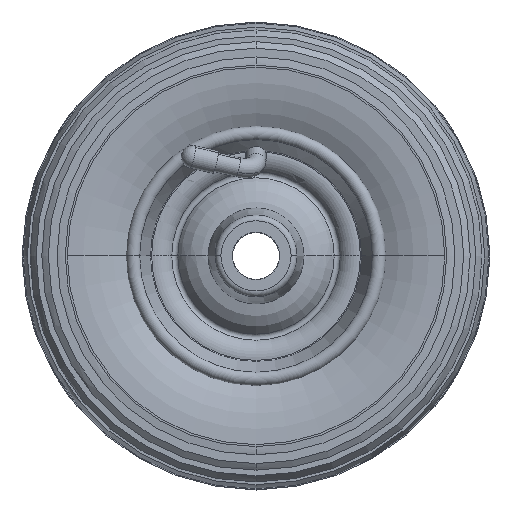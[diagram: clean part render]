
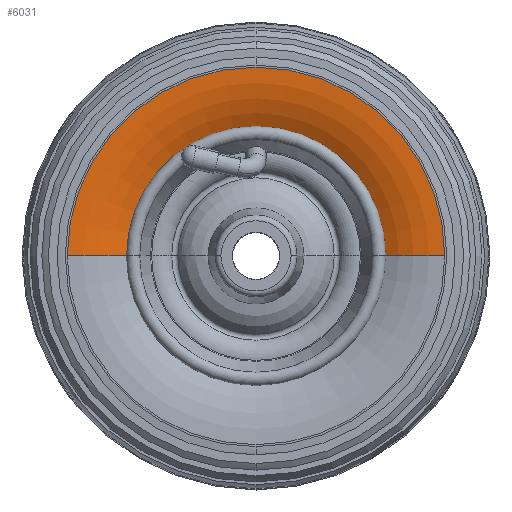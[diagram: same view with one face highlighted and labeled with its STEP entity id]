
A CAD part, top view. The second image highlights one B-rep face of the part: STEP entity #6031.
In plain terms, the highlighted toroidal (fillet/blend) face has major radius 80.671 mm and minor radius 50 mm.
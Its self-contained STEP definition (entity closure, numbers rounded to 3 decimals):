
#35 = CARTESIAN_POINT ( 'NONE',  ( 55., 0., 17.907 ) ) ;
#198 = VERTEX_POINT ( 'NONE', #4563 ) ;
#225 = DIRECTION ( 'NONE',  ( 0., -1., 0. ) ) ;
#297 = DIRECTION ( 'NONE',  ( -1., 0., 0. ) ) ;
#1018 = EDGE_CURVE ( 'NONE', #2819, #2300, #2314, .T. ) ;
#1140 = CARTESIAN_POINT ( 'NONE',  ( 80.671, 0., 25. ) ) ;
#1635 = ORIENTED_EDGE ( 'NONE', *, *, #2084, .T. ) ;
#1888 = CARTESIAN_POINT ( 'NONE',  ( 80.671, 0., -25. ) ) ;
#1981 = ORIENTED_EDGE ( 'NONE', *, *, #1018, .F. ) ;
#2084 = EDGE_CURVE ( 'NONE', #4133, #2300, #3880, .T. ) ;
#2119 = AXIS2_PLACEMENT_3D ( 'NONE', #5167, #5206, #2372 ) ;
#2300 = VERTEX_POINT ( 'NONE', #1140 ) ;
#2314 = CIRCLE ( 'NONE', #3822, 80.671 ) ;
#2372 = DIRECTION ( 'NONE',  ( -1., 0., 0. ) ) ;
#2534 = EDGE_CURVE ( 'NONE', #198, #4133, #3423, .T. ) ;
#2696 = FACE_OUTER_BOUND ( 'NONE', #4454, .T. ) ;
#2701 = DIRECTION ( 'NONE',  ( 0., 0., -1. ) ) ;
#2819 = VERTEX_POINT ( 'NONE', #5909 ) ;
#3087 = CARTESIAN_POINT ( 'NONE',  ( -80.671, 0., -25. ) ) ;
#3150 = DIRECTION ( 'NONE',  ( 0., 0., -1. ) ) ;
#3423 = CIRCLE ( 'NONE', #4928, 55. ) ;
#3519 = TOROIDAL_SURFACE ( 'NONE', #2119, 80.671, 50. ) ;
#3553 = DIRECTION ( 'NONE',  ( 0., 0., -1. ) ) ;
#3688 = ORIENTED_EDGE ( 'NONE', *, *, #5469, .F. ) ;
#3822 = AXIS2_PLACEMENT_3D ( 'NONE', #6007, #3150, #297 ) ;
#3867 = DIRECTION ( 'NONE',  ( -1., 0., 0. ) ) ;
#3880 = CIRCLE ( 'NONE', #5411, 50. ) ;
#3972 = CIRCLE ( 'NONE', #4540, 50. ) ;
#4133 = VERTEX_POINT ( 'NONE', #35 ) ;
#4454 = EDGE_LOOP ( 'NONE', ( #4797, #1635, #1981, #3688 ) ) ;
#4540 = AXIS2_PLACEMENT_3D ( 'NONE', #3087, #225, #3553 ) ;
#4563 = CARTESIAN_POINT ( 'NONE',  ( -55., 0., 17.907 ) ) ;
#4797 = ORIENTED_EDGE ( 'NONE', *, *, #2534, .T. ) ;
#4928 = AXIS2_PLACEMENT_3D ( 'NONE', #5557, #2701, #6044 ) ;
#5167 = CARTESIAN_POINT ( 'NONE',  ( 0., 0., -25. ) ) ;
#5206 = DIRECTION ( 'NONE',  ( 0., 0., -1. ) ) ;
#5411 = AXIS2_PLACEMENT_3D ( 'NONE', #1888, #6074, #3867 ) ;
#5469 = EDGE_CURVE ( 'NONE', #198, #2819, #3972, .T. ) ;
#5557 = CARTESIAN_POINT ( 'NONE',  ( 0., 0., 17.907 ) ) ;
#5909 = CARTESIAN_POINT ( 'NONE',  ( -80.671, 0., 25. ) ) ;
#6007 = CARTESIAN_POINT ( 'NONE',  ( 0., 0., 25. ) ) ;
#6031 = ADVANCED_FACE ( 'NONE', ( #2696 ), #3519, .T. ) ;
#6044 = DIRECTION ( 'NONE',  ( -1., 0., 0. ) ) ;
#6074 = DIRECTION ( 'NONE',  ( 0., 1., 0. ) ) ;
